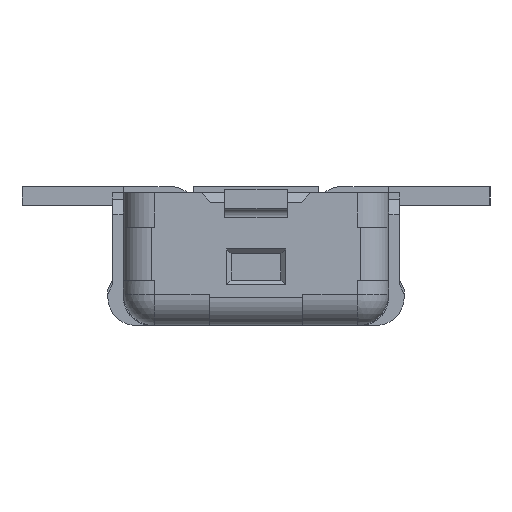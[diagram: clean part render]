
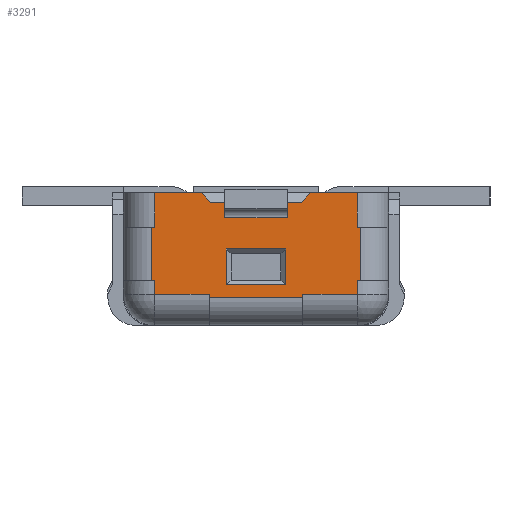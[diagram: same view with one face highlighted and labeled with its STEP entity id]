
A CAD part, left-side view. The second image highlights one B-rep face of the part: STEP entity #3291.
In plain terms, the highlighted face is planar.
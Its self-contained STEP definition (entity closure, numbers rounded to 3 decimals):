
#22=DIRECTION('',(0.,0.,1.));
#23=VECTOR('',#22,0.045);
#24=CARTESIAN_POINT('',(1.79,3.205,2.355));
#25=LINE('',#24,#23);
#40=DIRECTION('',(0.,0.,1.));
#41=VECTOR('',#40,0.05);
#42=CARTESIAN_POINT('',(1.79,2.98,2.6));
#43=LINE('',#42,#41);
#44=DIRECTION('',(0.,0.707,0.707));
#45=VECTOR('',#44,0.042);
#46=CARTESIAN_POINT('',(1.79,3.025,2.65));
#47=LINE('',#46,#45);
#48=DIRECTION('',(0.,1.,0.));
#49=VECTOR('',#48,0.01);
#50=CARTESIAN_POINT('',(1.79,3.205,2.57));
#51=LINE('',#50,#49);
#52=DIRECTION('',(0.,-1.,0.));
#53=VECTOR('',#52,0.01);
#54=CARTESIAN_POINT('',(1.79,3.215,2.4));
#55=LINE('',#54,#53);
#56=DIRECTION('',(0.,0.,-1.));
#57=VECTOR('',#56,0.01);
#58=CARTESIAN_POINT('',(1.79,3.03,2.355));
#59=LINE('',#58,#57);
#60=DIRECTION('',(0.,0.,1.));
#61=VECTOR('',#60,0.01);
#62=CARTESIAN_POINT('',(1.79,2.73,2.345));
#63=LINE('',#62,#61);
#64=DIRECTION('',(0.,-1.,0.));
#65=VECTOR('',#64,0.01);
#66=CARTESIAN_POINT('',(1.79,2.555,2.4));
#67=LINE('',#66,#65);
#68=DIRECTION('',(0.,1.,0.));
#69=VECTOR('',#68,0.01);
#70=CARTESIAN_POINT('',(1.79,2.545,2.57));
#71=LINE('',#70,#69);
#72=DIRECTION('',(0.,0.707,-0.707));
#73=VECTOR('',#72,0.042);
#74=CARTESIAN_POINT('',(1.79,2.705,2.68));
#75=LINE('',#74,#73);
#76=DIRECTION('',(0.,1.,0.));
#77=VECTOR('',#76,0.045);
#78=CARTESIAN_POINT('',(1.79,2.735,2.65));
#79=LINE('',#78,#77);
#80=DIRECTION('',(0.,0.,-1.));
#81=VECTOR('',#80,0.115);
#82=CARTESIAN_POINT('',(1.79,2.785,2.5));
#83=LINE('',#82,#81);
#84=DIRECTION('',(0.,1.,0.));
#85=VECTOR('',#84,0.19);
#86=CARTESIAN_POINT('',(1.79,2.785,2.385));
#87=LINE('',#86,#85);
#88=DIRECTION('',(0.,0.,1.));
#89=VECTOR('',#88,0.115);
#90=CARTESIAN_POINT('',(1.79,2.975,2.385));
#91=LINE('',#90,#89);
#92=DIRECTION('',(0.,-1.,0.));
#93=VECTOR('',#92,0.19);
#94=CARTESIAN_POINT('',(1.79,2.975,2.5));
#95=LINE('',#94,#93);
#100=DIRECTION('',(0.,-1.,0.));
#101=VECTOR('',#100,0.2);
#102=CARTESIAN_POINT('',(1.79,2.98,2.6));
#103=LINE('',#102,#101);
#104=DIRECTION('',(0.,0.,1.));
#105=VECTOR('',#104,0.05);
#106=CARTESIAN_POINT('',(1.79,2.78,2.6));
#107=LINE('',#106,#105);
#146=DIRECTION('',(0.,-1.,0.));
#147=VECTOR('',#146,0.045);
#148=CARTESIAN_POINT('',(1.79,3.025,2.65));
#149=LINE('',#148,#147);
#171=DIRECTION('',(0.,-1.,0.));
#172=VECTOR('',#171,0.15);
#173=CARTESIAN_POINT('',(1.79,3.205,2.68));
#174=LINE('',#173,#172);
#187=DIRECTION('',(0.,-1.,0.));
#188=VECTOR('',#187,0.15);
#189=CARTESIAN_POINT('',(1.79,2.705,2.68));
#190=LINE('',#189,#188);
#866=DIRECTION('',(0.,0.,1.));
#867=VECTOR('',#866,0.11);
#868=CARTESIAN_POINT('',(1.79,3.205,2.57));
#869=LINE('',#868,#867);
#878=DIRECTION('',(0.,0.,1.));
#879=VECTOR('',#878,0.17);
#880=CARTESIAN_POINT('',(1.79,3.215,2.4));
#881=LINE('',#880,#879);
#2168=DIRECTION('',(0.,1.,0.));
#2169=VECTOR('',#2168,0.175);
#2170=CARTESIAN_POINT('',(1.79,3.03,2.355));
#2171=LINE('',#2170,#2169);
#2190=DIRECTION('',(0.,1.,0.));
#2191=VECTOR('',#2190,0.3);
#2192=CARTESIAN_POINT('',(1.79,2.73,2.345));
#2193=LINE('',#2192,#2191);
#2212=DIRECTION('',(0.,1.,0.));
#2213=VECTOR('',#2212,0.175);
#2214=CARTESIAN_POINT('',(1.79,2.555,2.355));
#2215=LINE('',#2214,#2213);
#2261=DIRECTION('',(0.,0.,-1.));
#2262=VECTOR('',#2261,0.045);
#2263=CARTESIAN_POINT('',(1.79,2.555,2.4));
#2264=LINE('',#2263,#2262);
#2294=DIRECTION('',(0.,0.,-1.));
#2295=VECTOR('',#2294,0.17);
#2296=CARTESIAN_POINT('',(1.79,2.545,2.57));
#2297=LINE('',#2296,#2295);
#2316=DIRECTION('',(0.,0.,-1.));
#2317=VECTOR('',#2316,0.11);
#2318=CARTESIAN_POINT('',(1.79,2.555,2.68));
#2319=LINE('',#2318,#2317);
#2608=CARTESIAN_POINT('',(1.79,3.205,2.57));
#2609=VERTEX_POINT('',#2608);
#2610=CARTESIAN_POINT('',(1.79,3.215,2.57));
#2611=VERTEX_POINT('',#2610);
#2640=CARTESIAN_POINT('',(1.79,3.205,2.68));
#2641=VERTEX_POINT('',#2640);
#2642=CARTESIAN_POINT('',(1.79,3.055,2.68));
#2643=VERTEX_POINT('',#2642);
#2648=CARTESIAN_POINT('',(1.79,2.705,2.68));
#2649=VERTEX_POINT('',#2648);
#2650=CARTESIAN_POINT('',(1.79,2.555,2.68));
#2651=VERTEX_POINT('',#2650);
#2898=CARTESIAN_POINT('',(1.79,3.205,2.355));
#2899=VERTEX_POINT('',#2898);
#2901=CARTESIAN_POINT('',(1.79,3.205,2.4));
#2903=VERTEX_POINT('',#2901);
#2904=CARTESIAN_POINT('',(1.79,3.215,2.4));
#2905=VERTEX_POINT('',#2904);
#2906=CARTESIAN_POINT('',(1.79,2.98,2.6));
#2907=CARTESIAN_POINT('',(1.79,2.78,2.6));
#2908=VERTEX_POINT('',#2906);
#2909=VERTEX_POINT('',#2907);
#2910=CARTESIAN_POINT('',(1.79,2.98,2.65));
#2911=VERTEX_POINT('',#2910);
#2912=CARTESIAN_POINT('',(1.79,3.025,2.65));
#2913=VERTEX_POINT('',#2912);
#2914=CARTESIAN_POINT('',(1.79,3.03,2.355));
#2915=VERTEX_POINT('',#2914);
#2916=CARTESIAN_POINT('',(1.79,3.03,2.345));
#2917=VERTEX_POINT('',#2916);
#2918=CARTESIAN_POINT('',(1.79,2.73,2.345));
#2919=VERTEX_POINT('',#2918);
#2920=CARTESIAN_POINT('',(1.79,2.73,2.355));
#2921=VERTEX_POINT('',#2920);
#2922=CARTESIAN_POINT('',(1.79,2.555,2.355));
#2923=VERTEX_POINT('',#2922);
#2924=CARTESIAN_POINT('',(1.79,2.555,2.4));
#2925=VERTEX_POINT('',#2924);
#2926=CARTESIAN_POINT('',(1.79,2.545,2.4));
#2927=VERTEX_POINT('',#2926);
#2928=CARTESIAN_POINT('',(1.79,2.545,2.57));
#2929=VERTEX_POINT('',#2928);
#2930=CARTESIAN_POINT('',(1.79,2.555,2.57));
#2931=VERTEX_POINT('',#2930);
#2932=CARTESIAN_POINT('',(1.79,2.735,2.65));
#2933=VERTEX_POINT('',#2932);
#2934=CARTESIAN_POINT('',(1.79,2.78,2.65));
#2935=VERTEX_POINT('',#2934);
#2936=CARTESIAN_POINT('',(1.79,2.785,2.5));
#2937=CARTESIAN_POINT('',(1.79,2.785,2.385));
#2938=VERTEX_POINT('',#2936);
#2939=VERTEX_POINT('',#2937);
#2940=CARTESIAN_POINT('',(1.79,2.975,2.385));
#2941=VERTEX_POINT('',#2940);
#2942=CARTESIAN_POINT('',(1.79,2.975,2.5));
#2943=VERTEX_POINT('',#2942);
#3228=CARTESIAN_POINT('',(1.79,2.667,2.625));
#3229=DIRECTION('',(1.,0.,0.));
#3230=DIRECTION('',(0.,1.,0.));
#3231=AXIS2_PLACEMENT_3D('',#3228,#3229,#3230);
#3232=PLANE('',#3231);
#3234=ORIENTED_EDGE('',*,*,#3233,.F.);
#3236=ORIENTED_EDGE('',*,*,#3235,.T.);
#3238=ORIENTED_EDGE('',*,*,#3237,.F.);
#3240=ORIENTED_EDGE('',*,*,#3239,.T.);
#3242=ORIENTED_EDGE('',*,*,#3241,.F.);
#3244=ORIENTED_EDGE('',*,*,#3243,.F.);
#3246=ORIENTED_EDGE('',*,*,#3245,.T.);
#3248=ORIENTED_EDGE('',*,*,#3247,.F.);
#3249=ORIENTED_EDGE('',*,*,#3212,.T.);
#3250=ORIENTED_EDGE('',*,*,#3194,.F.);
#3252=ORIENTED_EDGE('',*,*,#3251,.F.);
#3254=ORIENTED_EDGE('',*,*,#3253,.T.);
#3256=ORIENTED_EDGE('',*,*,#3255,.F.);
#3258=ORIENTED_EDGE('',*,*,#3257,.T.);
#3260=ORIENTED_EDGE('',*,*,#3259,.F.);
#3262=ORIENTED_EDGE('',*,*,#3261,.F.);
#3264=ORIENTED_EDGE('',*,*,#3263,.T.);
#3266=ORIENTED_EDGE('',*,*,#3265,.F.);
#3268=ORIENTED_EDGE('',*,*,#3267,.T.);
#3270=ORIENTED_EDGE('',*,*,#3269,.F.);
#3272=ORIENTED_EDGE('',*,*,#3271,.F.);
#3274=ORIENTED_EDGE('',*,*,#3273,.T.);
#3276=ORIENTED_EDGE('',*,*,#3275,.T.);
#3278=ORIENTED_EDGE('',*,*,#3277,.F.);
#3279=EDGE_LOOP('',(#3234,#3236,#3238,#3240,#3242,#3244,#3246,#3248,#3249,#3250,
#3252,#3254,#3256,#3258,#3260,#3262,#3264,#3266,#3268,#3270,#3272,#3274,#3276,
#3278));
#3280=FACE_OUTER_BOUND('',#3279,.F.);
#3282=ORIENTED_EDGE('',*,*,#3281,.T.);
#3284=ORIENTED_EDGE('',*,*,#3283,.T.);
#3286=ORIENTED_EDGE('',*,*,#3285,.T.);
#3288=ORIENTED_EDGE('',*,*,#3287,.T.);
#3289=EDGE_LOOP('',(#3282,#3284,#3286,#3288));
#3290=FACE_BOUND('',#3289,.F.);
#3194=EDGE_CURVE('',#2899,#2903,#25,.T.);
#3212=EDGE_CURVE('',#2905,#2903,#55,.T.);
#3233=EDGE_CURVE('',#2908,#2909,#103,.T.);
#3235=EDGE_CURVE('',#2908,#2911,#43,.T.);
#3237=EDGE_CURVE('',#2913,#2911,#149,.T.);
#3239=EDGE_CURVE('',#2913,#2643,#47,.T.);
#3241=EDGE_CURVE('',#2641,#2643,#174,.T.);
#3243=EDGE_CURVE('',#2609,#2641,#869,.T.);
#3245=EDGE_CURVE('',#2609,#2611,#51,.T.);
#3247=EDGE_CURVE('',#2905,#2611,#881,.T.);
#3251=EDGE_CURVE('',#2915,#2899,#2171,.T.);
#3253=EDGE_CURVE('',#2915,#2917,#59,.T.);
#3255=EDGE_CURVE('',#2919,#2917,#2193,.T.);
#3257=EDGE_CURVE('',#2919,#2921,#63,.T.);
#3259=EDGE_CURVE('',#2923,#2921,#2215,.T.);
#3261=EDGE_CURVE('',#2925,#2923,#2264,.T.);
#3263=EDGE_CURVE('',#2925,#2927,#67,.T.);
#3265=EDGE_CURVE('',#2929,#2927,#2297,.T.);
#3267=EDGE_CURVE('',#2929,#2931,#71,.T.);
#3269=EDGE_CURVE('',#2651,#2931,#2319,.T.);
#3271=EDGE_CURVE('',#2649,#2651,#190,.T.);
#3273=EDGE_CURVE('',#2649,#2933,#75,.T.);
#3275=EDGE_CURVE('',#2933,#2935,#79,.T.);
#3277=EDGE_CURVE('',#2909,#2935,#107,.T.);
#3281=EDGE_CURVE('',#2938,#2939,#83,.T.);
#3283=EDGE_CURVE('',#2939,#2941,#87,.T.);
#3285=EDGE_CURVE('',#2941,#2943,#91,.T.);
#3287=EDGE_CURVE('',#2943,#2938,#95,.T.);
#3291=ADVANCED_FACE('',(#3280,#3290),#3232,.T.);
